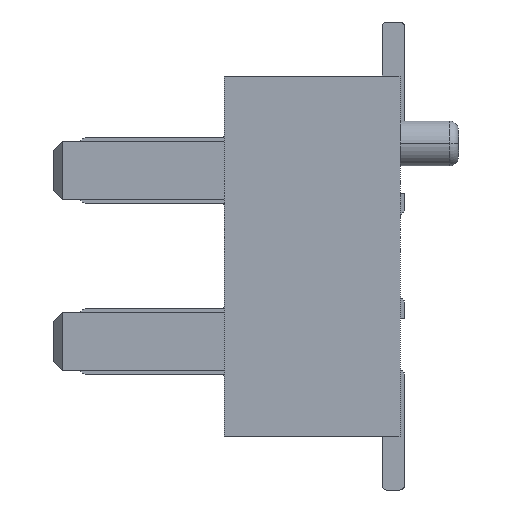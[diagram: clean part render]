
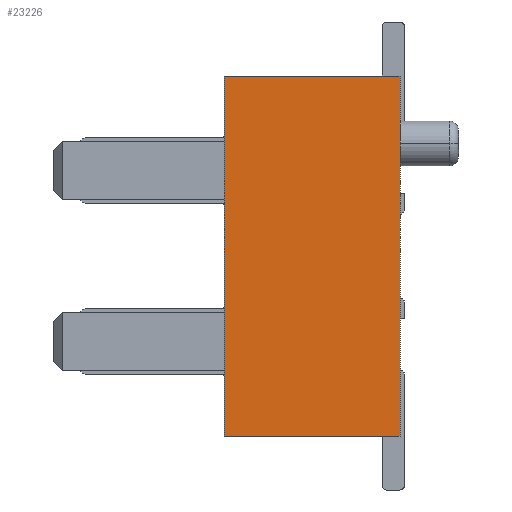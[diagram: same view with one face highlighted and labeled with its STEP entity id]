
A CAD part, left-side view. The second image highlights one B-rep face of the part: STEP entity #23226.
In plain terms, the highlighted planar face has unit normal (-1, 0, 0).
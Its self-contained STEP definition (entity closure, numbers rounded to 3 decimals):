
#47=DIRECTION('',(0.,1.,0.));
#48=VECTOR('',#47,1.95);
#49=CARTESIAN_POINT('',(-11.35,0.,-2.));
#50=LINE('',#49,#48);
#3799=DIRECTION('',(0.,0.,1.));
#3800=VECTOR('',#3799,4.);
#3801=CARTESIAN_POINT('',(-11.35,0.,-2.));
#3802=LINE('',#3801,#3800);
#3803=DIRECTION('',(0.,0.,-1.));
#3804=VECTOR('',#3803,4.);
#3805=CARTESIAN_POINT('',(-11.35,1.95,2.));
#3806=LINE('',#3805,#3804);
#3807=DIRECTION('',(0.,1.,0.));
#3808=VECTOR('',#3807,1.95);
#3809=CARTESIAN_POINT('',(-11.35,0.,2.));
#3810=LINE('',#3809,#3808);
#13491=CARTESIAN_POINT('',(-11.35,0.,2.));
#13492=VERTEX_POINT('',#13491);
#13493=CARTESIAN_POINT('',(-11.35,0.,-2.));
#13494=VERTEX_POINT('',#13493);
#13549=CARTESIAN_POINT('',(-11.35,1.95,2.));
#13550=VERTEX_POINT('',#13549);
#13551=CARTESIAN_POINT('',(-11.35,1.95,-2.));
#13552=VERTEX_POINT('',#13551);
#23215=CARTESIAN_POINT('',(-11.35,0.975,0.));
#23216=DIRECTION('',(1.,0.,0.));
#23217=DIRECTION('',(0.,0.,1.));
#23218=AXIS2_PLACEMENT_3D('',#23215,#23216,#23217);
#23219=PLANE('',#23218);
#23220=ORIENTED_EDGE('',*,*,#17436,.F.);
#23221=ORIENTED_EDGE('',*,*,#17969,.T.);
#23222=ORIENTED_EDGE('',*,*,#17544,.F.);
#23223=ORIENTED_EDGE('',*,*,#17529,.F.);
#23224=EDGE_LOOP('',(#23220,#23221,#23222,#23223));
#23225=FACE_OUTER_BOUND('',#23224,.F.);
#17436=EDGE_CURVE('',#13494,#13492,#3802,.T.);
#17529=EDGE_CURVE('',#13492,#13550,#3810,.T.);
#17544=EDGE_CURVE('',#13550,#13552,#3806,.T.);
#17969=EDGE_CURVE('',#13494,#13552,#50,.T.);
#23226=ADVANCED_FACE('',(#23225),#23219,.F.);
